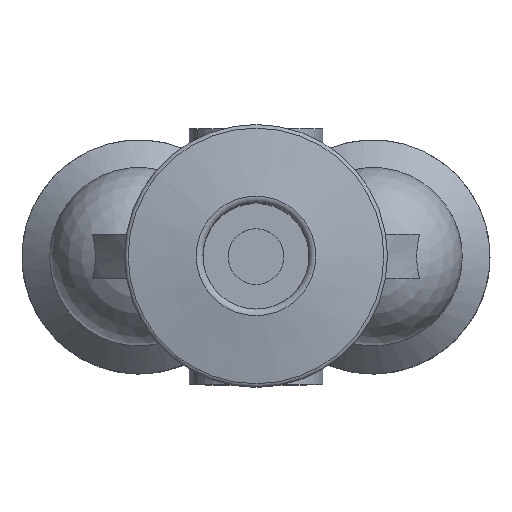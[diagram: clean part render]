
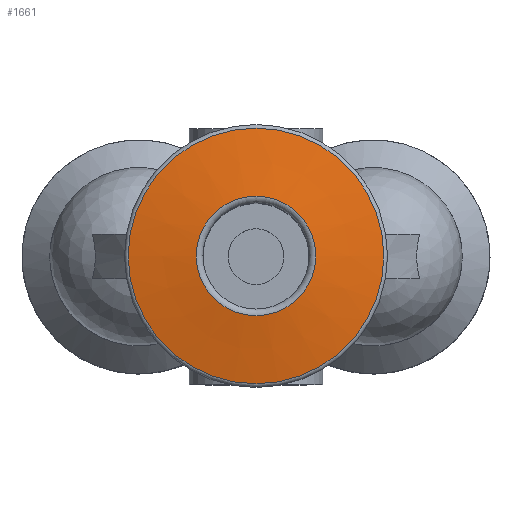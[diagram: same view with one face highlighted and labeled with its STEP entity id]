
A CAD part, top view. The second image highlights one B-rep face of the part: STEP entity #1661.
In plain terms, the highlighted conical face has half-angle 80 degrees and reference radius 5.735 mm.
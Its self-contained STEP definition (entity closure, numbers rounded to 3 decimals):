
#73=CONICAL_SURFACE('',#1814,5.735,1.396);
#140=CIRCLE('',#1813,5.735);
#141=CIRCLE('',#1815,2.681);
#397=ORIENTED_EDGE('',*,*,#583,.F.);
#398=ORIENTED_EDGE('',*,*,#582,.T.);
#582=EDGE_CURVE('',#696,#696,#140,.T.);
#583=EDGE_CURVE('',#697,#697,#141,.T.);
#696=VERTEX_POINT('',#2582);
#697=VERTEX_POINT('',#2585);
#839=EDGE_LOOP('',(#397));
#840=EDGE_LOOP('',(#398));
#969=FACE_BOUND('',#839,.T.);
#970=FACE_BOUND('',#840,.T.);
#1661=ADVANCED_FACE('',(#969,#970),#73,.T.);
#1813=AXIS2_PLACEMENT_3D('',#2581,#2110,#2111);
#1814=AXIS2_PLACEMENT_3D('',#2583,#2112,#2113);
#1815=AXIS2_PLACEMENT_3D('',#2584,#2114,#2115);
#2110=DIRECTION('',(0.,0.,1.));
#2111=DIRECTION('',(1.,0.,0.));
#2112=DIRECTION('',(0.,0.,-1.));
#2113=DIRECTION('',(-1.,0.,0.));
#2114=DIRECTION('',(0.,0.,1.));
#2115=DIRECTION('',(1.,0.,0.));
#2581=CARTESIAN_POINT('',(0.,0.,36.462));
#2582=CARTESIAN_POINT('',(5.735,0.,36.462));
#2583=CARTESIAN_POINT('',(0.,0.,36.462));
#2584=CARTESIAN_POINT('',(0.,0.,37.));
#2585=CARTESIAN_POINT('',(2.681,0.,37.));
